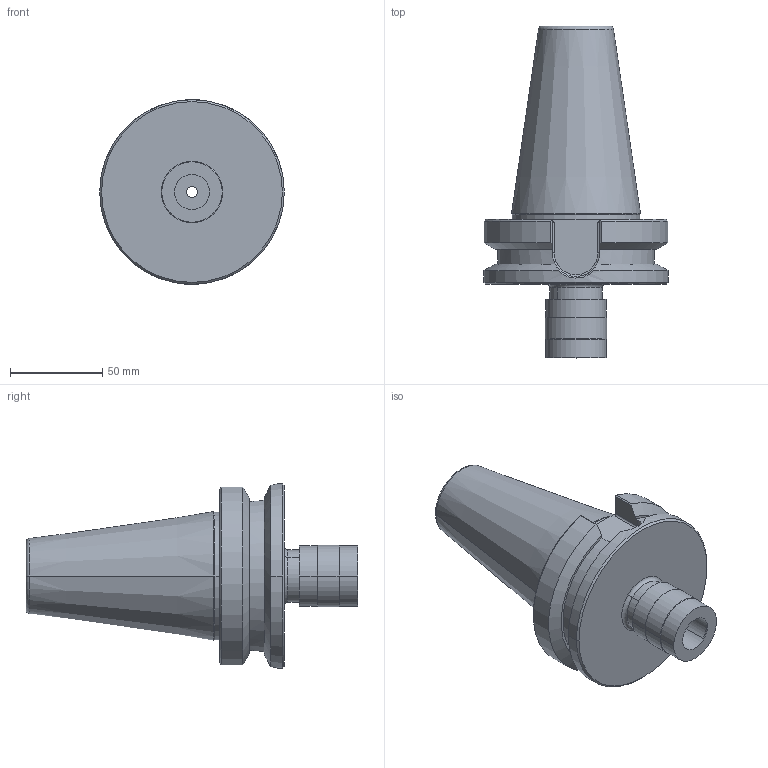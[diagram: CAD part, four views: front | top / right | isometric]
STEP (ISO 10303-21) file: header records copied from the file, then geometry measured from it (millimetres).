
FILE_DESCRIPTION((''),'2;1');
FILE_NAME('21480-50BT','2021-06-09T11:48:55',('046'),(''),'CREO PARAMETRIC BY PTC INC, 2019352','CREO PARAMETRIC BY PTC INC, 2019352','');
FILE_SCHEMA(('CONFIG_CONTROL_DESIGN'));
Length unit declared in the file: millimetre
Products named in the file (1): 21480-50BT
Bounding box: 100 x 179.8 x 100 mm (x, y, z)
Volume: 482759.6 mm3; surface area: 58403.1 mm2
Topology: 1 solids, 1 shells, 95 faces, 232 edges, 144 vertices
Faces by surface type: cylinder 36, plane 25, cone 24, torus 8, bspline 2
Entity records: 3077 total; most frequent: CARTESIAN_POINT 796, DIRECTION 480, ORIENTED_EDGE 464, EDGE_CURVE 232, AXIS2_PLACEMENT_3D 191, VERTEX_POINT 144, EDGE_LOOP 102, VECTOR 98
